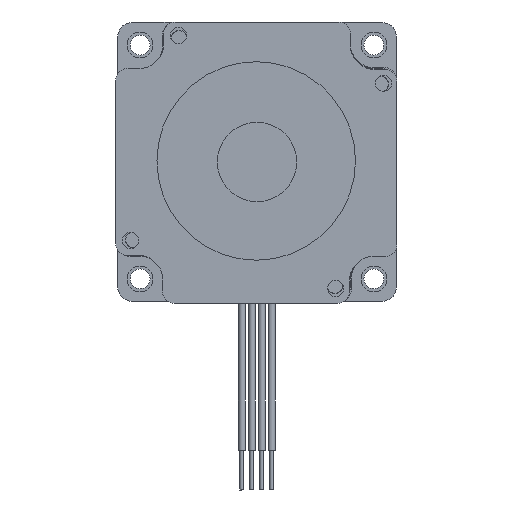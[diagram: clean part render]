
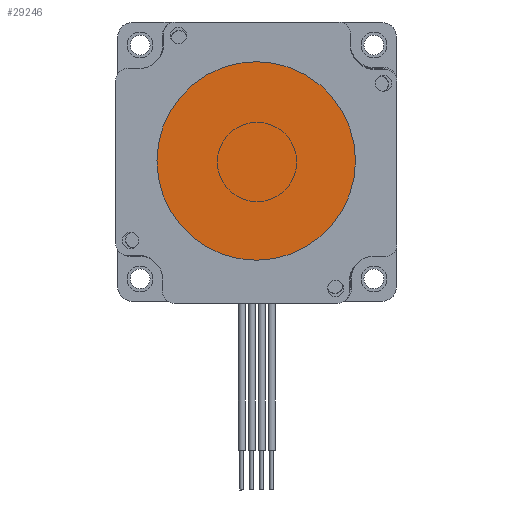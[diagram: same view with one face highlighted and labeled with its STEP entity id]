
A CAD part, front view. The second image highlights one B-rep face of the part: STEP entity #29246.
In plain terms, the highlighted face is planar.
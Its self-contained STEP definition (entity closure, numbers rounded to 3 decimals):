
#841 = DIRECTION ( 'NONE',  ( 0., 0., 1. ) ) ;
#2641 = DIRECTION ( 'NONE',  ( 0., 0., -1. ) ) ;
#2961 = CARTESIAN_POINT ( 'NONE',  ( -20., 0., 0. ) ) ;
#3948 = EDGE_CURVE ( 'NONE', #13649, #7056, #8358, .T. ) ;
#6214 = ORIENTED_EDGE ( 'NONE', *, *, #33645, .T. ) ;
#7056 = VERTEX_POINT ( 'NONE', #2961 ) ;
#7991 = ORIENTED_EDGE ( 'NONE', *, *, #3948, .T. ) ;
#8044 = CARTESIAN_POINT ( 'NONE',  ( 20., 0., 0. ) ) ;
#8358 = CIRCLE ( 'NONE', #17687, 20. ) ;
#10544 = EDGE_LOOP ( 'NONE', ( #6214, #7991 ) ) ;
#13649 = VERTEX_POINT ( 'NONE', #8044 ) ;
#16351 = CARTESIAN_POINT ( 'NONE',  ( 0., 0., 0. ) ) ;
#16715 = DIRECTION ( 'NONE',  ( 0., 0., -1. ) ) ;
#17239 = DIRECTION ( 'NONE',  ( -1., 0., 0. ) ) ;
#17687 = AXIS2_PLACEMENT_3D ( 'NONE', #27638, #2641, #17239 ) ;
#22920 = DIRECTION ( 'NONE',  ( 1., 0., 0. ) ) ;
#24242 = CIRCLE ( 'NONE', #26001, 20. ) ;
#25835 = FACE_OUTER_BOUND ( 'NONE', #10544, .T. ) ;
#26001 = AXIS2_PLACEMENT_3D ( 'NONE', #16351, #16715, #30745 ) ;
#27638 = CARTESIAN_POINT ( 'NONE',  ( 0., 0., 0. ) ) ;
#29246 = ADVANCED_FACE ( 'NONE', ( #25835 ), #31483, .F. ) ;
#29748 = AXIS2_PLACEMENT_3D ( 'NONE', #31653, #841, #22920 ) ;
#30745 = DIRECTION ( 'NONE',  ( -1., 0., 0. ) ) ;
#31483 = PLANE ( 'NONE',  #29748 ) ;
#31653 = CARTESIAN_POINT ( 'NONE',  ( 0., 0., 0. ) ) ;
#33645 = EDGE_CURVE ( 'NONE', #7056, #13649, #24242, .T. ) ;
